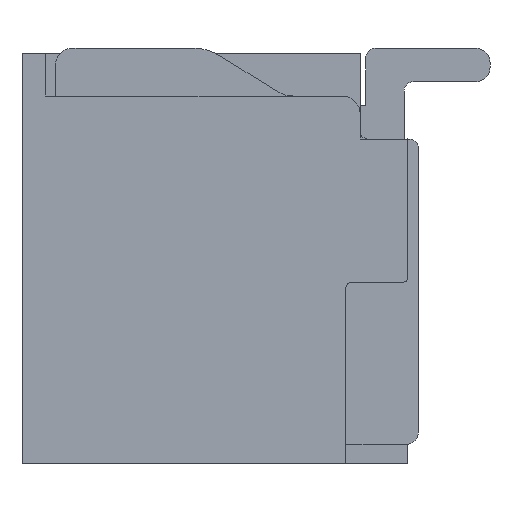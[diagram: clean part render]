
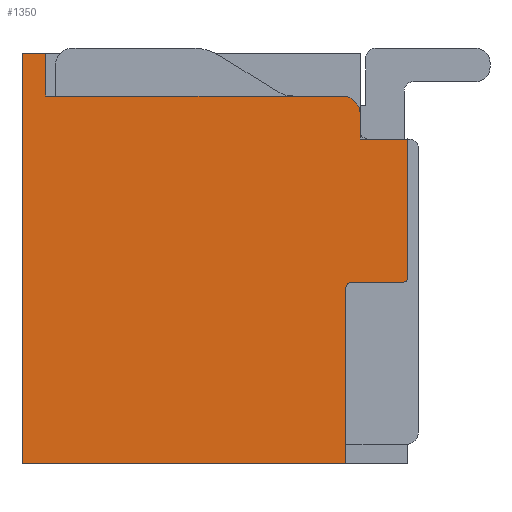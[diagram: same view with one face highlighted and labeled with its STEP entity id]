
A CAD part, left-side view. The second image highlights one B-rep face of the part: STEP entity #1350.
In plain terms, the highlighted planar face has unit normal (-1, 0, 0).
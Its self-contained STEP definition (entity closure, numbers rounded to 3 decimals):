
#16 = CARTESIAN_POINT ( 'NONE',  ( 2.125, 0.65, -0.31 ) ) ;
#312 = VECTOR ( 'NONE', #2787, 1000. ) ;
#417 = EDGE_CURVE ( 'NONE', #1170, #5133, #4886, .T. ) ;
#559 = CIRCLE ( 'NONE', #8954, 0.052 ) ;
#720 = LINE ( 'NONE', #4738, #7921 ) ;
#731 = LINE ( 'NONE', #4750, #3048 ) ;
#753 = LINE ( 'NONE', #3793, #8904 ) ;
#1002 = ORIENTED_EDGE ( 'NONE', *, *, #8691, .T. ) ;
#1072 = ORIENTED_EDGE ( 'NONE', *, *, #8155, .F. ) ;
#1170 = VERTEX_POINT ( 'NONE', #1500 ) ;
#1191 = EDGE_CURVE ( 'NONE', #9689, #5125, #731, .T. ) ;
#1198 = ORIENTED_EDGE ( 'NONE', *, *, #5779, .T. ) ;
#1236 = CARTESIAN_POINT ( 'NONE',  ( 2.125, 0., -2.15 ) ) ;
#1311 = CARTESIAN_POINT ( 'NONE',  ( 2.125, 0., -0.198 ) ) ;
#1341 = CARTESIAN_POINT ( 'NONE',  ( 2.125, 0., 1.25 ) ) ;
#1342 = ORIENTED_EDGE ( 'NONE', *, *, #1191, .T. ) ;
#1350 = ADVANCED_FACE ( 'NONE', ( #8438 ), #4330, .T. ) ;
#1435 = DIRECTION ( 'NONE',  ( 0., 0., 1. ) ) ;
#1477 = ORIENTED_EDGE ( 'NONE', *, *, #3933, .F. ) ;
#1500 = CARTESIAN_POINT ( 'NONE',  ( 2.125, 0.5, 1.512 ) ) ;
#1616 = VECTOR ( 'NONE', #3516, 1000. ) ;
#1758 = VERTEX_POINT ( 'NONE', #2825 ) ;
#1930 = CIRCLE ( 'NONE', #9004, 0.188 ) ;
#2025 = VERTEX_POINT ( 'NONE', #6525 ) ;
#2116 = LINE ( 'NONE', #1341, #1616 ) ;
#2681 = CARTESIAN_POINT ( 'NONE',  ( 2.125, 0.65, -2.15 ) ) ;
#2787 = DIRECTION ( 'NONE',  ( 0., -1., 0. ) ) ;
#2825 = CARTESIAN_POINT ( 'NONE',  ( 2.125, 3.79, 1.7 ) ) ;
#2830 = DIRECTION ( 'NONE',  ( 0., 1., 0. ) ) ;
#2934 = DIRECTION ( 'NONE',  ( -1., 0., 0. ) ) ;
#2949 = ORIENTED_EDGE ( 'NONE', *, *, #8384, .T. ) ;
#3002 = DIRECTION ( 'NONE',  ( 0., -1., 0. ) ) ;
#3048 = VECTOR ( 'NONE', #3104, 1000. ) ;
#3104 = DIRECTION ( 'NONE',  ( 0., 0., 1. ) ) ;
#3179 = DIRECTION ( 'NONE',  ( 0., 1., 0. ) ) ;
#3516 = DIRECTION ( 'NONE',  ( 0., 1., 0. ) ) ;
#3587 = CARTESIAN_POINT ( 'NONE',  ( 2.125, 0.59, -0.25 ) ) ;
#3671 = EDGE_CURVE ( 'NONE', #5098, #1758, #5698, .T. ) ;
#3793 = CARTESIAN_POINT ( 'NONE',  ( 2.125, 3.79, 2.15 ) ) ;
#3865 = DIRECTION ( 'NONE',  ( 0., 0., 1. ) ) ;
#3933 = EDGE_CURVE ( 'NONE', #8567, #7498, #559, .T. ) ;
#4209 = CARTESIAN_POINT ( 'NONE',  ( 2.125, 0.5, 1.512 ) ) ;
#4227 = CARTESIAN_POINT ( 'NONE',  ( 2.125, 0.052, -0.25 ) ) ;
#4303 = AXIS2_PLACEMENT_3D ( 'NONE', #8626, #7236, #9608 ) ;
#4330 = PLANE ( 'NONE',  #8149 ) ;
#4738 = CARTESIAN_POINT ( 'NONE',  ( 2.125, 4.04, -2.15 ) ) ;
#4750 = CARTESIAN_POINT ( 'NONE',  ( 2.125, 0.65, -2.15 ) ) ;
#4770 = ORIENTED_EDGE ( 'NONE', *, *, #3671, .T. ) ;
#4843 = VECTOR ( 'NONE', #6421, 1000. ) ;
#4886 = LINE ( 'NONE', #4209, #6203 ) ;
#5024 = CARTESIAN_POINT ( 'NONE',  ( 2.125, 0.688, 1.7 ) ) ;
#5098 = VERTEX_POINT ( 'NONE', #6200 ) ;
#5125 = VERTEX_POINT ( 'NONE', #16 ) ;
#5133 = VERTEX_POINT ( 'NONE', #6356 ) ;
#5324 = EDGE_CURVE ( 'NONE', #6438, #5133, #2116, .T. ) ;
#5427 = CARTESIAN_POINT ( 'NONE',  ( 2.125, 0.688, 1.512 ) ) ;
#5458 = DIRECTION ( 'NONE',  ( 0., 0., -1. ) ) ;
#5463 = CIRCLE ( 'NONE', #4303, 0.06 ) ;
#5480 = DIRECTION ( 'NONE',  ( 0., 0., 1. ) ) ;
#5698 = LINE ( 'NONE', #5024, #4843 ) ;
#5779 = EDGE_CURVE ( 'NONE', #8504, #7498, #7418, .T. ) ;
#5927 = CARTESIAN_POINT ( 'NONE',  ( 2.125, 0.59, -0.25 ) ) ;
#6200 = CARTESIAN_POINT ( 'NONE',  ( 2.125, 0.688, 1.7 ) ) ;
#6203 = VECTOR ( 'NONE', #9627, 1000. ) ;
#6269 = CARTESIAN_POINT ( 'NONE',  ( 2.125, 0., 1.25 ) ) ;
#6356 = CARTESIAN_POINT ( 'NONE',  ( 2.125, 0.5, 1.25 ) ) ;
#6421 = DIRECTION ( 'NONE',  ( 0., 1., 0. ) ) ;
#6428 = CARTESIAN_POINT ( 'NONE',  ( 2.125, 4.04, 2.15 ) ) ;
#6438 = VERTEX_POINT ( 'NONE', #6269 ) ;
#6525 = CARTESIAN_POINT ( 'NONE',  ( 2.125, 4.04, -2.15 ) ) ;
#6543 = ORIENTED_EDGE ( 'NONE', *, *, #6633, .F. ) ;
#6557 = EDGE_LOOP ( 'NONE', ( #4770, #1072, #2949, #8482, #7189, #1342, #1002, #1198, #1477, #10202, #6621, #9927, #6543 ) ) ;
#6621 = ORIENTED_EDGE ( 'NONE', *, *, #5324, .T. ) ;
#6633 = EDGE_CURVE ( 'NONE', #5098, #1170, #1930, .T. ) ;
#6681 = EDGE_CURVE ( 'NONE', #8567, #6438, #10105, .T. ) ;
#7024 = DIRECTION ( 'NONE',  ( 1., 0., 0. ) ) ;
#7076 = CARTESIAN_POINT ( 'NONE',  ( 2.125, 0.052, -0.198 ) ) ;
#7148 = CARTESIAN_POINT ( 'NONE',  ( 2.125, 3.79, 2.15 ) ) ;
#7189 = ORIENTED_EDGE ( 'NONE', *, *, #9294, .F. ) ;
#7236 = DIRECTION ( 'NONE',  ( 1., 0., 0. ) ) ;
#7418 = LINE ( 'NONE', #5927, #312 ) ;
#7498 = VERTEX_POINT ( 'NONE', #4227 ) ;
#7921 = VECTOR ( 'NONE', #1435, 1000. ) ;
#7966 = CARTESIAN_POINT ( 'NONE',  ( 2.125, 3.79, 2.15 ) ) ;
#8149 = AXIS2_PLACEMENT_3D ( 'NONE', #1236, #2934, #8242 ) ;
#8155 = EDGE_CURVE ( 'NONE', #8316, #1758, #753, .T. ) ;
#8242 = DIRECTION ( 'NONE',  ( 0., 0., 1. ) ) ;
#8296 = VERTEX_POINT ( 'NONE', #6428 ) ;
#8316 = VERTEX_POINT ( 'NONE', #7148 ) ;
#8381 = LINE ( 'NONE', #2681, #8486 ) ;
#8384 = EDGE_CURVE ( 'NONE', #8316, #8296, #8847, .T. ) ;
#8438 = FACE_OUTER_BOUND ( 'NONE', #6557, .T. ) ;
#8482 = ORIENTED_EDGE ( 'NONE', *, *, #9028, .F. ) ;
#8486 = VECTOR ( 'NONE', #2830, 1000. ) ;
#8504 = VERTEX_POINT ( 'NONE', #3587 ) ;
#8505 = DIRECTION ( 'NONE',  ( 1., 0., 0. ) ) ;
#8567 = VERTEX_POINT ( 'NONE', #1311 ) ;
#8626 = CARTESIAN_POINT ( 'NONE',  ( 2.125, 0.59, -0.31 ) ) ;
#8691 = EDGE_CURVE ( 'NONE', #5125, #8504, #5463, .T. ) ;
#8847 = LINE ( 'NONE', #7966, #9234 ) ;
#8904 = VECTOR ( 'NONE', #5458, 1000. ) ;
#8954 = AXIS2_PLACEMENT_3D ( 'NONE', #7076, #7024, #3002 ) ;
#9004 = AXIS2_PLACEMENT_3D ( 'NONE', #5427, #8505, #5480 ) ;
#9028 = EDGE_CURVE ( 'NONE', #2025, #8296, #720, .T. ) ;
#9234 = VECTOR ( 'NONE', #3179, 1000. ) ;
#9294 = EDGE_CURVE ( 'NONE', #9689, #2025, #8381, .T. ) ;
#9335 = CARTESIAN_POINT ( 'NONE',  ( 2.125, 0., -0.198 ) ) ;
#9345 = VECTOR ( 'NONE', #3865, 1000. ) ;
#9608 = DIRECTION ( 'NONE',  ( 0., 1., 0. ) ) ;
#9627 = DIRECTION ( 'NONE',  ( 0., 0., -1. ) ) ;
#9689 = VERTEX_POINT ( 'NONE', #9721 ) ;
#9721 = CARTESIAN_POINT ( 'NONE',  ( 2.125, 0.65, -2.15 ) ) ;
#9927 = ORIENTED_EDGE ( 'NONE', *, *, #417, .F. ) ;
#10105 = LINE ( 'NONE', #9335, #9345 ) ;
#10202 = ORIENTED_EDGE ( 'NONE', *, *, #6681, .T. ) ;
